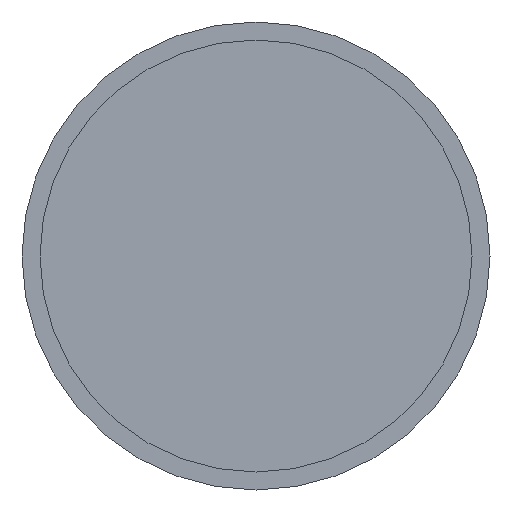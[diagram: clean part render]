
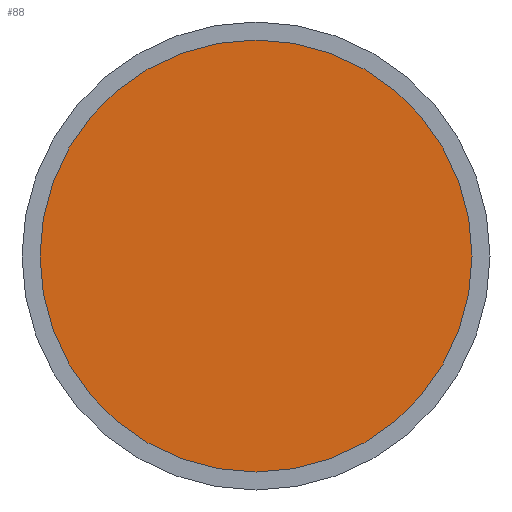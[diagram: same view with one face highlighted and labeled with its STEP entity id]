
A CAD part, front view. The second image highlights one B-rep face of the part: STEP entity #88.
In plain terms, the highlighted planar face has unit normal (0, -1, 0).
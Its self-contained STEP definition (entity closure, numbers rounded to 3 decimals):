
#88 = ADVANCED_FACE( '', ( #185 ), #186, .F. );
#185 = FACE_OUTER_BOUND( '', #316, .T. );
#186 = PLANE( '', #317 );
#316 = EDGE_LOOP( '', ( #473 ) );
#317 = AXIS2_PLACEMENT_3D( '', #474, #475, #476 );
#473 = ORIENTED_EDGE( '', *, *, #584, .T. );
#474 = CARTESIAN_POINT( '', ( 30., -3., 0. ) );
#475 = DIRECTION( '', ( 0., 1., 0. ) );
#476 = DIRECTION( '', ( 0., 0., 1. ) );
#584 = EDGE_CURVE( '', #681, #681, #682, .T. );
#681 = VERTEX_POINT( '', #802 );
#682 = CIRCLE( '', #803, 30. );
#802 = CARTESIAN_POINT( '', ( 0., -3., -30. ) );
#803 = AXIS2_PLACEMENT_3D( '', #884, #885, #886 );
#884 = CARTESIAN_POINT( '', ( 0., -3., 0. ) );
#885 = DIRECTION( '', ( 0., -1., 0. ) );
#886 = DIRECTION( '', ( 0., 0., -1. ) );
